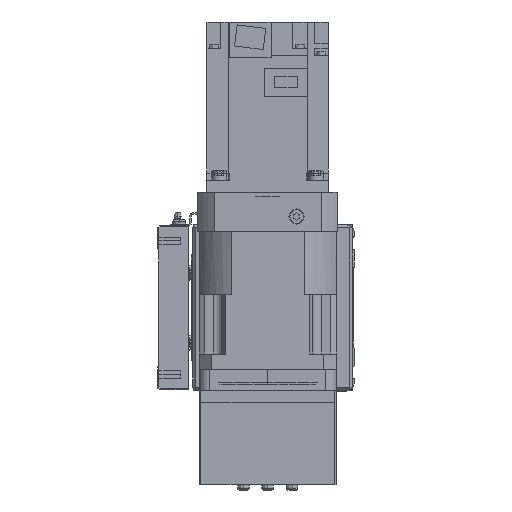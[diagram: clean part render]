
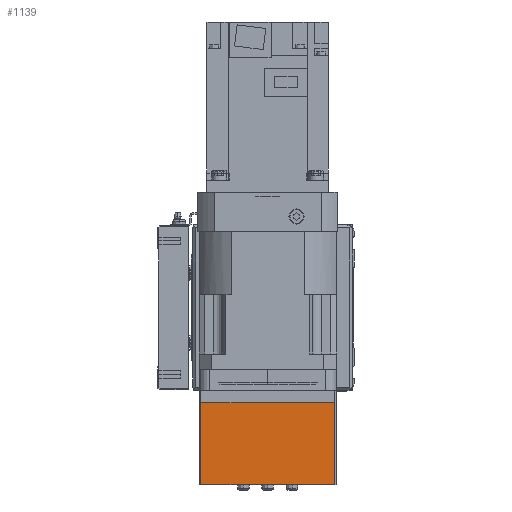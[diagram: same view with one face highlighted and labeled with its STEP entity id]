
A CAD part, left-side view. The second image highlights one B-rep face of the part: STEP entity #1139.
In plain terms, the highlighted planar face has unit normal (-1, 0, 0).
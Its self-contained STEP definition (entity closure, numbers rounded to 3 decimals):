
#200 = VERTEX_POINT ( 'NONE', #13568 ) ;
#926 = DIRECTION ( 'NONE',  ( 0., -1., 0. ) ) ;
#1139 = ADVANCED_FACE ( 'NONE', ( #10628 ), #25592, .T. ) ;
#1590 = DIRECTION ( 'NONE',  ( 0., -1., 0. ) ) ;
#2020 = ORIENTED_EDGE ( 'NONE', *, *, #29038, .T. ) ;
#5080 = ORIENTED_EDGE ( 'NONE', *, *, #42316, .F. ) ;
#6256 = VECTOR ( 'NONE', #1590, 1000. ) ;
#10013 = CARTESIAN_POINT ( 'NONE',  ( -99.5, 12.1, -116.5 ) ) ;
#10628 = FACE_OUTER_BOUND ( 'NONE', #33317, .T. ) ;
#12490 = LINE ( 'NONE', #36322, #6256 ) ;
#13568 = CARTESIAN_POINT ( 'NONE',  ( -99.5, 100.1, -62.5 ) ) ;
#14045 = LINE ( 'NONE', #29751, #34597 ) ;
#14682 = DIRECTION ( 'NONE',  ( -1., 0., 0. ) ) ;
#14782 = DIRECTION ( 'NONE',  ( 0., 0., 1. ) ) ;
#16485 = VERTEX_POINT ( 'NONE', #46497 ) ;
#16635 = AXIS2_PLACEMENT_3D ( 'NONE', #21295, #14682, #17983 ) ;
#16891 = LINE ( 'NONE', #47582, #24336 ) ;
#17983 = DIRECTION ( 'NONE',  ( 0., 0., 1. ) ) ;
#21295 = CARTESIAN_POINT ( 'NONE',  ( -99.5, 100.1, -116.5 ) ) ;
#24336 = VECTOR ( 'NONE', #926, 1000. ) ;
#25461 = DIRECTION ( 'NONE',  ( 0., 0., 1. ) ) ;
#25592 = PLANE ( 'NONE',  #16635 ) ;
#25922 = ORIENTED_EDGE ( 'NONE', *, *, #26285, .F. ) ;
#26285 = EDGE_CURVE ( 'NONE', #16485, #200, #14045, .T. ) ;
#29038 = EDGE_CURVE ( 'NONE', #36609, #45543, #29520, .T. ) ;
#29520 = LINE ( 'NONE', #10013, #34693 ) ;
#29751 = CARTESIAN_POINT ( 'NONE',  ( -99.5, 100.1, -116.5 ) ) ;
#30157 = CARTESIAN_POINT ( 'NONE',  ( -99.5, 12.1, -62.5 ) ) ;
#31195 = EDGE_CURVE ( 'NONE', #16485, #36609, #16891, .T. ) ;
#33317 = EDGE_LOOP ( 'NONE', ( #2020, #5080, #25922, #39536 ) ) ;
#34597 = VECTOR ( 'NONE', #14782, 1000. ) ;
#34693 = VECTOR ( 'NONE', #25461, 1000. ) ;
#36322 = CARTESIAN_POINT ( 'NONE',  ( -99.5, 100.1, -62.5 ) ) ;
#36609 = VERTEX_POINT ( 'NONE', #43703 ) ;
#39536 = ORIENTED_EDGE ( 'NONE', *, *, #31195, .T. ) ;
#42316 = EDGE_CURVE ( 'NONE', #200, #45543, #12490, .T. ) ;
#43703 = CARTESIAN_POINT ( 'NONE',  ( -99.5, 12.1, -116.5 ) ) ;
#45543 = VERTEX_POINT ( 'NONE', #30157 ) ;
#46497 = CARTESIAN_POINT ( 'NONE',  ( -99.5, 100.1, -116.5 ) ) ;
#47582 = CARTESIAN_POINT ( 'NONE',  ( -99.5, 100.1, -116.5 ) ) ;
